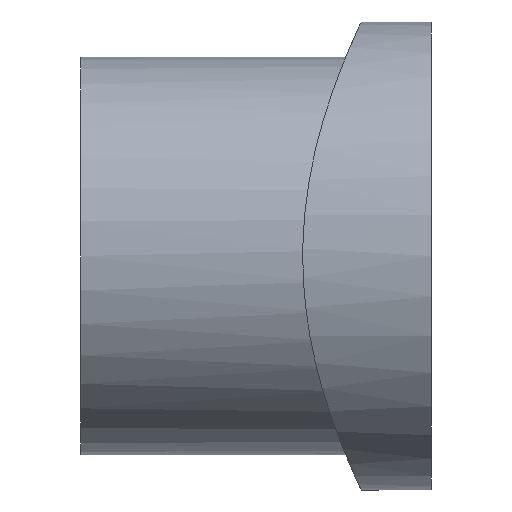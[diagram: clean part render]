
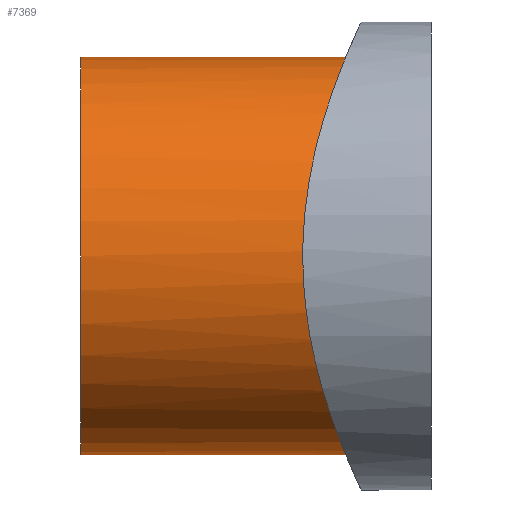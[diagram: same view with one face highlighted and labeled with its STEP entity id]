
A CAD part, left-side view. The second image highlights one B-rep face of the part: STEP entity #7369.
In plain terms, the highlighted cylindrical face has radius 8.5 mm (diameter 17 mm), a partial arc.
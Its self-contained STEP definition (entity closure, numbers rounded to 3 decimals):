
#186 = CARTESIAN_POINT ( 'NONE',  ( -1.128, 3.028, -8.43 ) ) ;
#315 = ORIENTED_EDGE ( 'NONE', *, *, #12770, .F. ) ;
#617 = VECTOR ( 'NONE', #12635, 1000. ) ;
#990 = CARTESIAN_POINT ( 'NONE',  ( -0.559, 3.006, 8.486 ) ) ;
#1035 = CARTESIAN_POINT ( 'NONE',  ( -7.213, 4.264, 4.505 ) ) ;
#1181 = CARTESIAN_POINT ( 'NONE',  ( -7.62, 4.416, -3.777 ) ) ;
#1195 = DIRECTION ( 'NONE',  ( 0., -1., 0. ) ) ;
#1227 = CARTESIAN_POINT ( 'NONE',  ( -3.794, 3.336, -7.627 ) ) ;
#1321 = CARTESIAN_POINT ( 'NONE',  ( -6.403, 3.986, -5.618 ) ) ;
#2027 = CARTESIAN_POINT ( 'NONE',  ( -3.785, 3.339, 7.616 ) ) ;
#2117 = CARTESIAN_POINT ( 'NONE',  ( -4.511, 3.484, 7.209 ) ) ;
#2165 = CARTESIAN_POINT ( 'NONE',  ( -7.619, 4.416, 3.78 ) ) ;
#2252 = CARTESIAN_POINT ( 'NONE',  ( -8.486, 4.773, 0.562 ) ) ;
#2302 = CARTESIAN_POINT ( 'NONE',  ( -8.06, 4.591, 2.756 ) ) ;
#2396 = CARTESIAN_POINT ( 'NONE',  ( -5.612, 3.755, -6.39 ) ) ;
#3399 = CARTESIAN_POINT ( 'NONE',  ( -8.222, 4.659, 2.227 ) ) ;
#3446 = CARTESIAN_POINT ( 'NONE',  ( -5.818, 3.813, -6.203 ) ) ;
#3494 = CARTESIAN_POINT ( 'NONE',  ( -6.751, 4.101, -5.194 ) ) ;
#3539 = CARTESIAN_POINT ( 'NONE',  ( -8.445, 4.754, -1.116 ) ) ;
#3589 = CARTESIAN_POINT ( 'NONE',  ( -0.284, 3., -8.5 ) ) ;
#4472 = CARTESIAN_POINT ( 'NONE',  ( -7.739, 4.463, -3.526 ) ) ;
#4514 = VECTOR ( 'NONE', #1195, 1000. ) ;
#4556 = AXIS2_PLACEMENT_3D ( 'NONE', #11523, #7203, #12657 ) ;
#4609 = CARTESIAN_POINT ( 'NONE',  ( 0., 3., -8.5 ) ) ;
#4765 = CARTESIAN_POINT ( 'NONE',  ( 0., 15., 8.5 ) ) ;
#5464 = CARTESIAN_POINT ( 'NONE',  ( -0.28, 3., 8.5 ) ) ;
#5500 = VERTEX_POINT ( 'NONE', #11840 ) ;
#5512 = CARTESIAN_POINT ( 'NONE',  ( -5.623, 3.755, 6.398 ) ) ;
#5609 = CARTESIAN_POINT ( 'NONE',  ( -5.185, 3.643, -6.741 ) ) ;
#5652 = CARTESIAN_POINT ( 'NONE',  ( -8.047, 4.586, -2.753 ) ) ;
#5797 = CARTESIAN_POINT ( 'NONE',  ( -8.279, 4.683, -1.946 ) ) ;
#6300 = EDGE_LOOP ( 'NONE', ( #12449, #8710, #6979, #315 ) ) ;
#6595 = CARTESIAN_POINT ( 'NONE',  ( -4.275, 3.434, 7.352 ) ) ;
#6642 = CARTESIAN_POINT ( 'NONE',  ( -2.227, 3.11, 8.222 ) ) ;
#6783 = CARTESIAN_POINT ( 'NONE',  ( -8.21, 4.654, -2.22 ) ) ;
#6874 = CARTESIAN_POINT ( 'NONE',  ( -8.5, 4.779, -0.559 ) ) ;
#6937 = LINE ( 'NONE', #10499, #617 ) ;
#6979 = ORIENTED_EDGE ( 'NONE', *, *, #13659, .T. ) ;
#7081 = VERTEX_POINT ( 'NONE', #8683 ) ;
#7203 = DIRECTION ( 'NONE',  ( 0., -1., 0. ) ) ;
#7369 = ADVANCED_FACE ( 'NONE', ( #9285 ), #13534, .T. ) ;
#7659 = CARTESIAN_POINT ( 'NONE',  ( -1.401, 3.045, 8.388 ) ) ;
#7748 = CARTESIAN_POINT ( 'NONE',  ( -6.754, 4.102, 5.19 ) ) ;
#7843 = CARTESIAN_POINT ( 'NONE',  ( -2.224, 3.11, -8.223 ) ) ;
#8256 = CARTESIAN_POINT ( 'NONE',  ( 0., 3., 8.5 ) ) ;
#8683 = CARTESIAN_POINT ( 'NONE',  ( 0., 3., -8.5 ) ) ;
#8710 = ORIENTED_EDGE ( 'NONE', *, *, #11127, .T. ) ;
#8795 = DIRECTION ( 'NONE',  ( 0., -1., 0. ) ) ;
#8884 = CARTESIAN_POINT ( 'NONE',  ( -7.356, 4.316, 4.269 ) ) ;
#8975 = CARTESIAN_POINT ( 'NONE',  ( -2.758, 3.174, -8.06 ) ) ;
#9024 = CARTESIAN_POINT ( 'NONE',  ( -7.357, 4.317, -4.267 ) ) ;
#9184 = B_SPLINE_CURVE_WITH_KNOTS ( 'NONE', 3,
 ( #14376, #5464, #990, #11092, #7659, #6642, #13324, #13373, #2027, #6595, #2117, #9943, #5512, #14517, #7748, #1035, #8884, #2165, #9988, #2302, #3399, #14597, #11290, #2252, #11390, #6874, #3539, #5797, #6783, #5652, #12321, #4472, #1181, #9024, #13662, #3494, #1321, #3446, #2396, #5609, #10235, #10138, #1227, #8975, #7843, #11339, #186, #13508, #3589, #4609 ),
 .UNSPECIFIED., .F., .F.,
 ( 4, 2, 2, 2, 2, 2, 2, 2, 2, 2, 2, 2, 2, 2, 2, 2, 2, 2, 2, 2, 2, 2, 2, 2, 4 ),
 ( 0.027, 0.028, 0.029, 0.03, 0.031, 0.032, 0.034, 0.035, 0.036, 0.037, 0.039, 0.039, 0.04, 0.042, 0.043, 0.044, 0.044, 0.045, 0.047, 0.048, 0.049, 0.05, 0.052, 0.053, 0.054 ),
 .UNSPECIFIED. ) ;
#9285 = FACE_OUTER_BOUND ( 'NONE', #6300, .T. ) ;
#9553 = AXIS2_PLACEMENT_3D ( 'NONE', #10907, #8795, #13239 ) ;
#9943 = CARTESIAN_POINT ( 'NONE',  ( -5.197, 3.641, 6.749 ) ) ;
#9988 = CARTESIAN_POINT ( 'NONE',  ( -7.739, 4.463, 3.526 ) ) ;
#10138 = CARTESIAN_POINT ( 'NONE',  ( -4.279, 3.431, -7.365 ) ) ;
#10235 = CARTESIAN_POINT ( 'NONE',  ( -4.964, 3.588, -6.905 ) ) ;
#10499 = CARTESIAN_POINT ( 'NONE',  ( 0., 15., -8.5 ) ) ;
#10653 = LINE ( 'NONE', #4765, #4514 ) ;
#10907 = CARTESIAN_POINT ( 'NONE',  ( 0., 15., 0. ) ) ;
#11092 = CARTESIAN_POINT ( 'NONE',  ( -1.12, 3.028, 8.431 ) ) ;
#11127 = EDGE_CURVE ( 'NONE', #5500, #12608, #11543, .T. ) ;
#11250 = EDGE_CURVE ( 'NONE', #5500, #13651, #10653, .T. ) ;
#11290 = CARTESIAN_POINT ( 'NONE',  ( -8.43, 4.748, 1.126 ) ) ;
#11339 = CARTESIAN_POINT ( 'NONE',  ( -1.404, 3.045, -8.388 ) ) ;
#11390 = CARTESIAN_POINT ( 'NONE',  ( -8.5, 4.779, 0.281 ) ) ;
#11523 = CARTESIAN_POINT ( 'NONE',  ( 0., 15., 0. ) ) ;
#11543 = CIRCLE ( 'NONE', #9553, 8.5 ) ;
#11840 = CARTESIAN_POINT ( 'NONE',  ( 0., 15., 8.5 ) ) ;
#12321 = CARTESIAN_POINT ( 'NONE',  ( -7.952, 4.548, -3.014 ) ) ;
#12449 = ORIENTED_EDGE ( 'NONE', *, *, #11250, .F. ) ;
#12608 = VERTEX_POINT ( 'NONE', #13249 ) ;
#12635 = DIRECTION ( 'NONE',  ( 0., -1., 0. ) ) ;
#12657 = DIRECTION ( 'NONE',  ( 0., 0., -1. ) ) ;
#12770 = EDGE_CURVE ( 'NONE', #13651, #7081, #9184, .T. ) ;
#13239 = DIRECTION ( 'NONE',  ( 0., 0., -1. ) ) ;
#13249 = CARTESIAN_POINT ( 'NONE',  ( 0., 15., -8.5 ) ) ;
#13324 = CARTESIAN_POINT ( 'NONE',  ( -2.759, 3.174, 8.059 ) ) ;
#13373 = CARTESIAN_POINT ( 'NONE',  ( -3.531, 3.294, 7.737 ) ) ;
#13508 = CARTESIAN_POINT ( 'NONE',  ( -0.568, 3.006, -8.486 ) ) ;
#13534 = CYLINDRICAL_SURFACE ( 'NONE', #4556, 8.5 ) ;
#13651 = VERTEX_POINT ( 'NONE', #8256 ) ;
#13659 = EDGE_CURVE ( 'NONE', #12608, #7081, #6937, .T. ) ;
#13662 = CARTESIAN_POINT ( 'NONE',  ( -7.213, 4.264, -4.506 ) ) ;
#14376 = CARTESIAN_POINT ( 'NONE',  ( 0., 3., 8.5 ) ) ;
#14517 = CARTESIAN_POINT ( 'NONE',  ( -6.407, 3.987, 5.614 ) ) ;
#14597 = CARTESIAN_POINT ( 'NONE',  ( -8.388, 4.73, 1.405 ) ) ;
